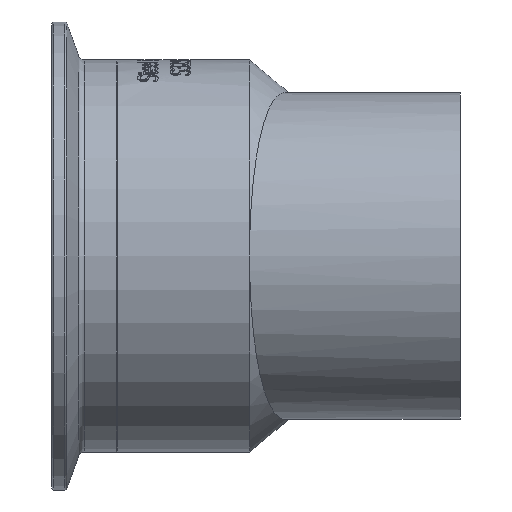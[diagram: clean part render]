
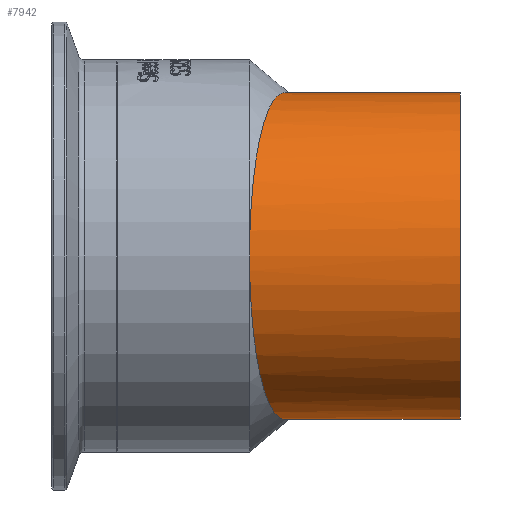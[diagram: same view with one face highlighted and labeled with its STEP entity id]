
A CAD part, front view. The second image highlights one B-rep face of the part: STEP entity #7942.
In plain terms, the highlighted cylindrical face has radius 31.75 mm (diameter 63.5 mm), a full revolution.
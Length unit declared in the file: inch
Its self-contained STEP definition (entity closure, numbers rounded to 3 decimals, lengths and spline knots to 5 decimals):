
#123=FACE_BOUND('',#1436,.T.);
#942=FACE_OUTER_BOUND('',#1435,.T.);
#1435=EDGE_LOOP('',(#7367));
#1436=EDGE_LOOP('',(#7368,#7369));
#1617=CIRCLE('',#8366,1.25);
#3087=B_SPLINE_CURVE_WITH_KNOTS('',3,(#17726,#17727,#17728,#17729,#17730,
#17731,#17732,#17733,#17734,#17735,#17736,#17737,#17738,#17739,#17740,#17741,
#17742,#17743,#17744,#17745,#17746,#17747,#17748,#17749,#17750,#17751,#17752,
#17753,#17754,#17755,#17756,#17757,#17758,#17759),.UNSPECIFIED.,.F.,.F.,
(4,2,2,2,2,2,2,2,2,2,2,2,2,2,2,2,4),(0.,0.4846,0.96919,
1.45379,1.93839,2.50654,3.0747,3.64286,
4.21102,4.87528,5.53955,6.20381,6.86808,
7.58047,8.29286,9.00525,9.71765),
 .UNSPECIFIED.);
#3088=B_SPLINE_CURVE_WITH_KNOTS('',3,(#17760,#17761,#17762,#17763,#17764,
#17765,#17766,#17767,#17768,#17769,#17770,#17771,#17772,#17773,#17774,#17775,
#17776,#17777,#17778,#17779,#17780,#17781,#17782,#17783,#17784,#17785,#17786,
#17787,#17788,#17789,#17790,#17791,#17792,#17793),.UNSPECIFIED.,.F.,.F.,
(4,2,2,2,2,2,2,2,2,2,2,2,2,2,2,2,4),(9.71765,10.43004,11.14243,
11.85482,12.56721,13.23148,13.89574,14.56001,
15.22427,15.79243,16.36059,16.92875,17.49691,
17.9815,18.4661,18.95069,19.43529),
 .UNSPECIFIED.);
#3854=VERTEX_POINT('',#17660);
#3874=VERTEX_POINT('',#17723);
#3875=VERTEX_POINT('',#17725);
#5043=EDGE_CURVE('',#3874,#3874,#1617,.T.);
#5044=EDGE_CURVE('',#3875,#3854,#3087,.T.);
#5045=EDGE_CURVE('',#3854,#3875,#3088,.T.);
#7367=ORIENTED_EDGE('',*,*,#5043,.T.);
#7368=ORIENTED_EDGE('',*,*,#5044,.F.);
#7369=ORIENTED_EDGE('',*,*,#5045,.F.);
#7444=CYLINDRICAL_SURFACE('',#8365,1.25);
#7942=ADVANCED_FACE('',(#942,#123),#7444,.T.);
#8365=AXIS2_PLACEMENT_3D('',#17722,#9710,#9711);
#8366=AXIS2_PLACEMENT_3D('',#17724,#9712,#9713);
#9710=DIRECTION('center_axis',(-1.,0.,0.));
#9711=DIRECTION('ref_axis',(0.,0.,1.));
#9712=DIRECTION('center_axis',(-1.,0.,0.));
#9713=DIRECTION('ref_axis',(0.,0.,1.));
#17660=CARTESIAN_POINT('',(1.01334,-1.5,0.));
#17722=CARTESIAN_POINT('Origin',(2.625,-0.25,0.));
#17723=CARTESIAN_POINT('',(2.625,-0.25,-1.25));
#17724=CARTESIAN_POINT('Origin',(2.625,-0.25,0.));
#17725=CARTESIAN_POINT('',(1.61378,1.,0.));
#17726=CARTESIAN_POINT('Ctrl Pts',(1.61378,1.,0.));
#17727=CARTESIAN_POINT('Ctrl Pts',(1.61378,1.,-0.0636));
#17728=CARTESIAN_POINT('Ctrl Pts',(1.6123,0.99507,-0.12965));
#17729=CARTESIAN_POINT('Ctrl Pts',(1.60601,0.97404,-0.26214));
#17730=CARTESIAN_POINT('Ctrl Pts',(1.60121,0.95795,-0.32858));
#17731=CARTESIAN_POINT('Ctrl Pts',(1.58857,0.91521,-0.45761));
#17732=CARTESIAN_POINT('Ctrl Pts',(1.58074,0.88852,-0.52029));
#17733=CARTESIAN_POINT('Ctrl Pts',(1.56283,0.82678,-0.63835));
#17734=CARTESIAN_POINT('Ctrl Pts',(1.55276,0.79171,-0.69373));
#17735=CARTESIAN_POINT('Ctrl Pts',(1.52978,0.71062,-0.80319));
#17736=CARTESIAN_POINT('Ctrl Pts',(1.51565,0.66011,-0.8603));
#17737=CARTESIAN_POINT('Ctrl Pts',(1.48484,0.54779,-0.96537));
#17738=CARTESIAN_POINT('Ctrl Pts',(1.46817,0.48599,-1.01334));
#17739=CARTESIAN_POINT('Ctrl Pts',(1.43349,0.35479,-1.09671));
#17740=CARTESIAN_POINT('Ctrl Pts',(1.41546,0.28532,-1.13215));
#17741=CARTESIAN_POINT('Ctrl Pts',(1.37937,0.14344,-1.18892));
#17742=CARTESIAN_POINT('Ctrl Pts',(1.3613,0.07103,
-1.21024));
#17743=CARTESIAN_POINT('Ctrl Pts',(1.32353,-0.08305,
-1.2417));
#17744=CARTESIAN_POINT('Ctrl Pts',(1.30252,-0.17056,
-1.25062));
#17745=CARTESIAN_POINT('Ctrl Pts',(1.2608,-0.34793,-1.24931));
#17746=CARTESIAN_POINT('Ctrl Pts',(1.2401,-0.43781,
-1.23908));
#17747=CARTESIAN_POINT('Ctrl Pts',(1.2004,-0.61336,
-1.1994));
#17748=CARTESIAN_POINT('Ctrl Pts',(1.18137,-0.69918,-1.16992));
#17749=CARTESIAN_POINT('Ctrl Pts',(1.14606,-0.86089,
-1.09421));
#17750=CARTESIAN_POINT('Ctrl Pts',(1.12978,-0.93676,
-1.04797));
#17751=CARTESIAN_POINT('Ctrl Pts',(1.09966,-1.0787,-0.94034));
#17752=CARTESIAN_POINT('Ctrl Pts',(1.08515,-1.14816,-0.87467));
#17753=CARTESIAN_POINT('Ctrl Pts',(1.05964,-1.2714,-0.72698));
#17754=CARTESIAN_POINT('Ctrl Pts',(1.04865,-1.32519,-0.64495));
#17755=CARTESIAN_POINT('Ctrl Pts',(1.03099,-1.41215,-0.47054));
#17756=CARTESIAN_POINT('Ctrl Pts',(1.02429,-1.44542,-0.37795));
#17757=CARTESIAN_POINT('Ctrl Pts',(1.01547,-1.48935,-0.18943));
#17758=CARTESIAN_POINT('Ctrl Pts',(1.01334,-1.5,-0.09349));
#17759=CARTESIAN_POINT('Ctrl Pts',(1.01334,-1.5,0.));
#17760=CARTESIAN_POINT('Ctrl Pts',(1.01334,-1.5,0.));
#17761=CARTESIAN_POINT('Ctrl Pts',(1.01334,-1.5,0.09349));
#17762=CARTESIAN_POINT('Ctrl Pts',(1.01547,-1.48935,0.18943));
#17763=CARTESIAN_POINT('Ctrl Pts',(1.02429,-1.44542,0.37795));
#17764=CARTESIAN_POINT('Ctrl Pts',(1.03099,-1.41215,0.47054));
#17765=CARTESIAN_POINT('Ctrl Pts',(1.04865,-1.32519,0.64495));
#17766=CARTESIAN_POINT('Ctrl Pts',(1.05964,-1.2714,0.72698));
#17767=CARTESIAN_POINT('Ctrl Pts',(1.08515,-1.14816,0.87467));
#17768=CARTESIAN_POINT('Ctrl Pts',(1.09966,-1.0787,0.94034));
#17769=CARTESIAN_POINT('Ctrl Pts',(1.12978,-0.93676,
1.04797));
#17770=CARTESIAN_POINT('Ctrl Pts',(1.14606,-0.86089,
1.09421));
#17771=CARTESIAN_POINT('Ctrl Pts',(1.18137,-0.69918,
1.16992));
#17772=CARTESIAN_POINT('Ctrl Pts',(1.2004,-0.61336,
1.1994));
#17773=CARTESIAN_POINT('Ctrl Pts',(1.2401,-0.43781,
1.23908));
#17774=CARTESIAN_POINT('Ctrl Pts',(1.2608,-0.34793,1.24931));
#17775=CARTESIAN_POINT('Ctrl Pts',(1.30252,-0.17056,
1.25062));
#17776=CARTESIAN_POINT('Ctrl Pts',(1.32353,-0.08305,
1.2417));
#17777=CARTESIAN_POINT('Ctrl Pts',(1.3613,0.07103,
1.21024));
#17778=CARTESIAN_POINT('Ctrl Pts',(1.37937,0.14344,1.18892));
#17779=CARTESIAN_POINT('Ctrl Pts',(1.41546,0.28532,1.13215));
#17780=CARTESIAN_POINT('Ctrl Pts',(1.43349,0.35479,1.09671));
#17781=CARTESIAN_POINT('Ctrl Pts',(1.46817,0.48599,1.01334));
#17782=CARTESIAN_POINT('Ctrl Pts',(1.48484,0.54779,0.96537));
#17783=CARTESIAN_POINT('Ctrl Pts',(1.51565,0.66011,0.8603));
#17784=CARTESIAN_POINT('Ctrl Pts',(1.52978,0.71062,0.80319));
#17785=CARTESIAN_POINT('Ctrl Pts',(1.55276,0.79171,0.69373));
#17786=CARTESIAN_POINT('Ctrl Pts',(1.56283,0.82678,0.63835));
#17787=CARTESIAN_POINT('Ctrl Pts',(1.58074,0.88852,0.52029));
#17788=CARTESIAN_POINT('Ctrl Pts',(1.58857,0.91521,0.45761));
#17789=CARTESIAN_POINT('Ctrl Pts',(1.60121,0.95795,0.32858));
#17790=CARTESIAN_POINT('Ctrl Pts',(1.60601,0.97404,0.26214));
#17791=CARTESIAN_POINT('Ctrl Pts',(1.6123,0.99507,0.12965));
#17792=CARTESIAN_POINT('Ctrl Pts',(1.61378,1.,0.0636));
#17793=CARTESIAN_POINT('Ctrl Pts',(1.61378,1.,0.));
